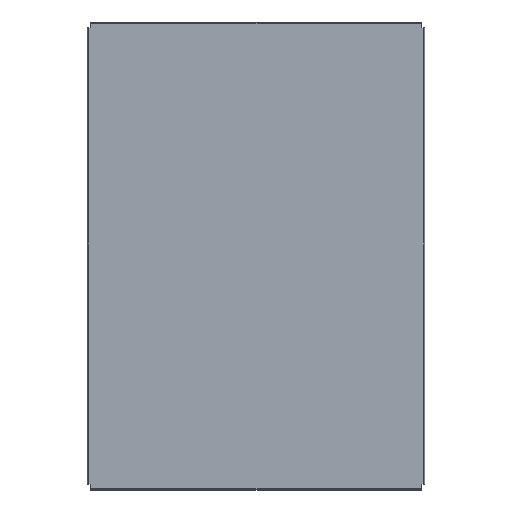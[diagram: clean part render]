
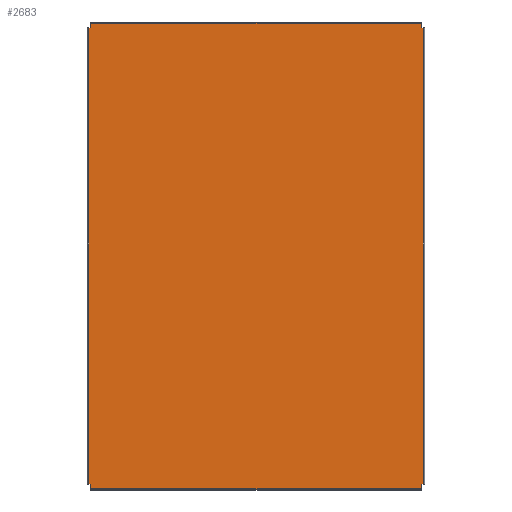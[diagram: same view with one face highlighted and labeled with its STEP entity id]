
A CAD part, top view. The second image highlights one B-rep face of the part: STEP entity #2683.
In plain terms, the highlighted planar face has unit normal (0, 0, 1).
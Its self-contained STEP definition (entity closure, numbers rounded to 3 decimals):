
#58 = EDGE_CURVE ( 'NONE', #1735, #1827, #956, .T. ) ;
#59 = EDGE_CURVE ( 'NONE', #1735, #1734, #960, .T. ) ;
#60 = EDGE_CURVE ( 'NONE', #1734, #1824, #962, .T. ) ;
#61 = EDGE_CURVE ( 'NONE', #1824, #1817, #966, .T. ) ;
#62 = EDGE_CURVE ( 'NONE', #1697, #1817, #968, .T. ) ;
#63 = EDGE_CURVE ( 'NONE', #1697, #1696, #964, .T. ) ;
#64 = EDGE_CURVE ( 'NONE', #1660, #1696, #972, .T. ) ;
#65 = EDGE_CURVE ( 'NONE', #1660, #1733, #970, .T. ) ;
#66 = EDGE_CURVE ( 'NONE', #1733, #1821, #976, .T. ) ;
#67 = EDGE_CURVE ( 'NONE', #1821, #1814, #978, .T. ) ;
#68 = EDGE_CURVE ( 'NONE', #1659, #1814, #980, .T. ) ;
#69 = EDGE_CURVE ( 'NONE', #1659, #1827, #974, .T. ) ;
#572 = AXIS2_PLACEMENT_3D ( 'NONE', #2038, #2013, #2011 ) ;
#956 = LINE ( 'NONE', #2891, #963 ) ;
#960 = LINE ( 'NONE', #2892, #965 ) ;
#962 = LINE ( 'NONE', #2888, #967 ) ;
#963 = VECTOR ( 'NONE', #2858, 1000. ) ;
#964 = LINE ( 'NONE', #2879, #973 ) ;
#965 = VECTOR ( 'NONE', #2885, 1000. ) ;
#966 = LINE ( 'NONE', #2863, #969 ) ;
#967 = VECTOR ( 'NONE', #2878, 1000. ) ;
#968 = LINE ( 'NONE', #2860, #971 ) ;
#969 = VECTOR ( 'NONE', #2861, 1000. ) ;
#970 = LINE ( 'NONE', #2877, #977 ) ;
#971 = VECTOR ( 'NONE', #2884, 1000. ) ;
#972 = LINE ( 'NONE', #2966, #975 ) ;
#973 = VECTOR ( 'NONE', #2851, 1000. ) ;
#974 = LINE ( 'NONE', #2859, #985 ) ;
#975 = VECTOR ( 'NONE', #2974, 1000. ) ;
#976 = LINE ( 'NONE', #2972, #979 ) ;
#977 = VECTOR ( 'NONE', #2973, 1000. ) ;
#978 = LINE ( 'NONE', #2968, #981 ) ;
#979 = VECTOR ( 'NONE', #2970, 1000. ) ;
#980 = LINE ( 'NONE', #2963, #983 ) ;
#981 = VECTOR ( 'NONE', #2964, 1000. ) ;
#983 = VECTOR ( 'NONE', #2961, 1000. ) ;
#985 = VECTOR ( 'NONE', #2960, 1000. ) ;
#1442 = FACE_OUTER_BOUND ( 'NONE', #3166, .T. ) ;
#1659 = VERTEX_POINT ( 'NONE', #2982 ) ;
#1660 = VERTEX_POINT ( 'NONE', #2981 ) ;
#1696 = VERTEX_POINT ( 'NONE', #2604 ) ;
#1697 = VERTEX_POINT ( 'NONE', #2603 ) ;
#1733 = VERTEX_POINT ( 'NONE', #2570 ) ;
#1734 = VERTEX_POINT ( 'NONE', #2569 ) ;
#1735 = VERTEX_POINT ( 'NONE', #2567 ) ;
#1814 = VERTEX_POINT ( 'NONE', #2329 ) ;
#1817 = VERTEX_POINT ( 'NONE', #2318 ) ;
#1821 = VERTEX_POINT ( 'NONE', #2302 ) ;
#1824 = VERTEX_POINT ( 'NONE', #2291 ) ;
#1827 = VERTEX_POINT ( 'NONE', #2280 ) ;
#2011 = DIRECTION ( 'NONE',  ( 1., 0., 0. ) ) ;
#2013 = DIRECTION ( 'NONE',  ( 0., 0., 1. ) ) ;
#2025 = PLANE ( 'NONE',  #572 ) ;
#2038 = CARTESIAN_POINT ( 'NONE',  ( -342., -482.5, 2. ) ) ;
#2280 = CARTESIAN_POINT ( 'NONE',  ( -342., 472.5, 2. ) ) ;
#2291 = CARTESIAN_POINT ( 'NONE',  ( -342., -472.5, 2. ) ) ;
#2302 = CARTESIAN_POINT ( 'NONE',  ( 342., 472.5, 2. ) ) ;
#2318 = CARTESIAN_POINT ( 'NONE',  ( -342., -481.5, 2. ) ) ;
#2329 = CARTESIAN_POINT ( 'NONE',  ( 342., 481.5, 2. ) ) ;
#2567 = CARTESIAN_POINT ( 'NONE',  ( -346., 472.5, 2. ) ) ;
#2569 = CARTESIAN_POINT ( 'NONE',  ( -346., -472.5, 2. ) ) ;
#2570 = CARTESIAN_POINT ( 'NONE',  ( 346., 472.5, 2. ) ) ;
#2603 = CARTESIAN_POINT ( 'NONE',  ( 342., -481.5, 2. ) ) ;
#2604 = CARTESIAN_POINT ( 'NONE',  ( 342., -472.5, 2. ) ) ;
#2683 = ADVANCED_FACE ( 'NONE', ( #1442 ), #2025, .T. ) ;
#2851 = DIRECTION ( 'NONE',  ( 0., 1., 0. ) ) ;
#2858 = DIRECTION ( 'NONE',  ( 1., 0., 0. ) ) ;
#2859 = CARTESIAN_POINT ( 'NONE',  ( -342., 482.5, 2. ) ) ;
#2860 = CARTESIAN_POINT ( 'NONE',  ( 342., -481.5, 2. ) ) ;
#2861 = DIRECTION ( 'NONE',  ( 0., -1., 0. ) ) ;
#2863 = CARTESIAN_POINT ( 'NONE',  ( -342., 482.5, 2. ) ) ;
#2877 = CARTESIAN_POINT ( 'NONE',  ( 346., -472.5, 2. ) ) ;
#2878 = DIRECTION ( 'NONE',  ( 1., 0., 0. ) ) ;
#2879 = CARTESIAN_POINT ( 'NONE',  ( 342., 482.5, 2. ) ) ;
#2884 = DIRECTION ( 'NONE',  ( -1., 0., 0. ) ) ;
#2885 = DIRECTION ( 'NONE',  ( 0., -1., 0. ) ) ;
#2888 = CARTESIAN_POINT ( 'NONE',  ( -347., -472.5, 2. ) ) ;
#2891 = CARTESIAN_POINT ( 'NONE',  ( -347., 472.5, 2. ) ) ;
#2892 = CARTESIAN_POINT ( 'NONE',  ( -346., 472.5, 2. ) ) ;
#2960 = DIRECTION ( 'NONE',  ( 0., -1., 0. ) ) ;
#2961 = DIRECTION ( 'NONE',  ( 1., 0., 0. ) ) ;
#2963 = CARTESIAN_POINT ( 'NONE',  ( -342., 481.5, 2. ) ) ;
#2964 = DIRECTION ( 'NONE',  ( 0., 1., 0. ) ) ;
#2966 = CARTESIAN_POINT ( 'NONE',  ( 347., -472.5, 2. ) ) ;
#2968 = CARTESIAN_POINT ( 'NONE',  ( 342., 482.5, 2. ) ) ;
#2970 = DIRECTION ( 'NONE',  ( -1., 0., 0. ) ) ;
#2972 = CARTESIAN_POINT ( 'NONE',  ( 347., 472.5, 2. ) ) ;
#2973 = DIRECTION ( 'NONE',  ( 0., 1., 0. ) ) ;
#2974 = DIRECTION ( 'NONE',  ( -1., 0., 0. ) ) ;
#2981 = CARTESIAN_POINT ( 'NONE',  ( 346., -472.5, 2. ) ) ;
#2982 = CARTESIAN_POINT ( 'NONE',  ( -342., 481.5, 2. ) ) ;
#3068 = ORIENTED_EDGE ( 'NONE', *, *, #59, .T. ) ;
#3069 = ORIENTED_EDGE ( 'NONE', *, *, #65, .T. ) ;
#3106 = ORIENTED_EDGE ( 'NONE', *, *, #60, .T. ) ;
#3107 = ORIENTED_EDGE ( 'NONE', *, *, #66, .T. ) ;
#3144 = ORIENTED_EDGE ( 'NONE', *, *, #61, .T. ) ;
#3145 = ORIENTED_EDGE ( 'NONE', *, *, #67, .T. ) ;
#3166 = EDGE_LOOP ( 'NONE', ( #3267, #3068, #3106, #3144, #3185, #3225, #3268, #3069, #3107, #3145, #3186, #3226 ) ) ;
#3185 = ORIENTED_EDGE ( 'NONE', *, *, #62, .F. ) ;
#3186 = ORIENTED_EDGE ( 'NONE', *, *, #68, .F. ) ;
#3225 = ORIENTED_EDGE ( 'NONE', *, *, #63, .T. ) ;
#3226 = ORIENTED_EDGE ( 'NONE', *, *, #69, .T. ) ;
#3267 = ORIENTED_EDGE ( 'NONE', *, *, #58, .F. ) ;
#3268 = ORIENTED_EDGE ( 'NONE', *, *, #64, .F. ) ;
